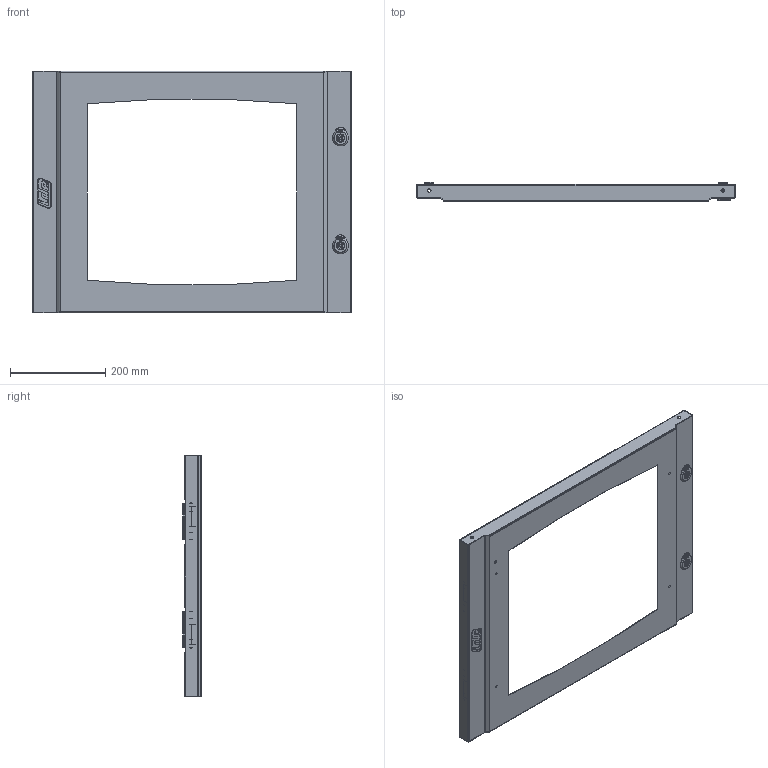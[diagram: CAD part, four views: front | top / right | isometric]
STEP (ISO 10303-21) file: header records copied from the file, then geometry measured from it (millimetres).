
FILE_DESCRIPTION(/* description */ (''),/* implementation_level */ '2;1');
FILE_NAME(/* name */ 'PT40SUP48-72.stp',/* time_stamp */ '2017-07-18T11:51:11+02:00',/* author */ (''),/* organization */ (''),/* preprocessor_version */ 'ST-DEVELOPER v15',/* originating_system */ 'SIEMENS PLM Software NX 9.0',/* authorisation */ '');
FILE_SCHEMA (('CONFIG_CONTROL_DESIGN'));
Length unit declared in the file: millimetre
Products named in the file (10): LOGO_IDE; 92166_CIERRE_ATLANTIC; 55510_BISAGRA_PUERTA; 91355_PERNO_M6x10; 30050003_PUERTA_CRISTAL_stp; 91323_PERNO_M5x15_stp; 65512_BISAGRA_CUERPO; 92143_BULON_BISAGRA_ATLANTIC; CONJ_PUERTA PO_PT_510; 40SUP48-72PT_stp
Assembly tree (18 placements, depth 3):
  40SUP48-72PT_stp
    CONJ_PUERTA PO_PT_510
      91323_PERNO_M5x15_stp  x4
      30050003_PUERTA_CRISTAL_stp
      91355_PERNO_M6x10
      55510_BISAGRA_PUERTA  x2
      92166_CIERRE_ATLANTIC  x2
      LOGO_IDE
    92143_BULON_BISAGRA_ATLANTIC  x2
    65512_BISAGRA_CUERPO  x4
Bounding box: 667.6 x 39.6 x 506 mm (x, y, z)
Volume: 314753.9 mm3; surface area: 576025.2 mm2
Topology: 23 solids, 23 shells, 762 faces, 1999 edges, 1300 vertices
Faces by surface type: plane 481, cylinder 224, bspline 32, cone 13, torus 12
Full cylindrical faces by diameter (mm): 3.5 x2, 4 x8, 5 x8, 5.4 x2, 6 x1, 6.5 x1, 7 x6, 9.86 x2, 10 x2, 12.5 x2, 15.786 x2, 16.25 x2, 19.3 x2
Entity records: 16569 total; most frequent: CARTESIAN_POINT 3571, ORIENTED_EDGE 2548, DIRECTION 2275, EDGE_CURVE 1274, VERTEX_POINT 829, LINE 805, VECTOR 805, AXIS2_PLACEMENT_3D 735
